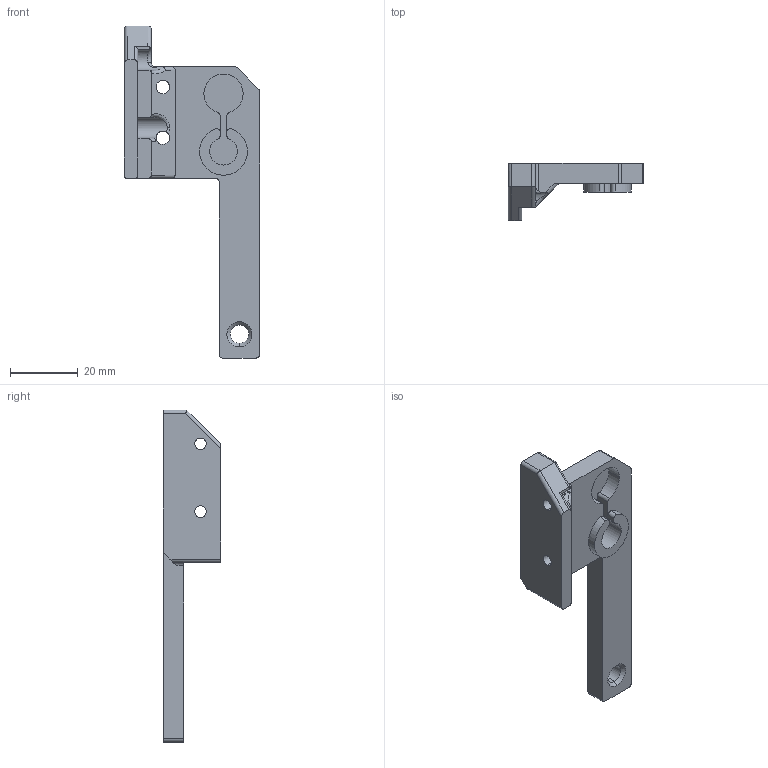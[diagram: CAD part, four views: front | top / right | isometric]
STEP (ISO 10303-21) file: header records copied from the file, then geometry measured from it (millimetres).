
FILE_DESCRIPTION (( 'STEP AP203' ), '1' );
FILE_NAME ('Z_Axis_Top_RIGHT_Filament_Guide.STEP', '2022-06-12T13:39:53', ( '' ), ( '' ), 'SwSTEP 2.0', 'SolidWorks 2020', '' );
FILE_SCHEMA (( 'CONFIG_CONTROL_DESIGN' ));
Length unit declared in the file: millimetre
Products named in the file (1): Z_Axis_Top_RIGHT_Filament_Guide
Bounding box: 40 x 17 x 98 mm (x, y, z)
Volume: 14512.8 mm3; surface area: 7323.2 mm2
Topology: 1 solids, 1 shells, 85 faces, 236 edges, 153 vertices
Faces by surface type: cylinder 44, plane 27, cone 8, bspline 5, torus 1
Entity records: 3025 total; most frequent: CARTESIAN_POINT 803, ORIENTED_EDGE 472, DIRECTION 437, EDGE_CURVE 236, AXIS2_PLACEMENT_3D 159, VERTEX_POINT 153, LINE 119, VECTOR 119
